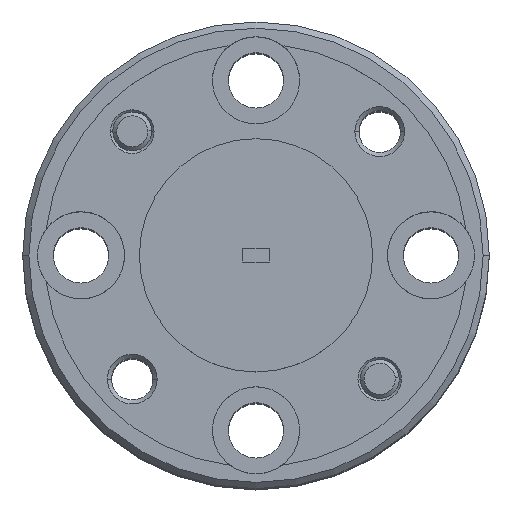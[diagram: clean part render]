
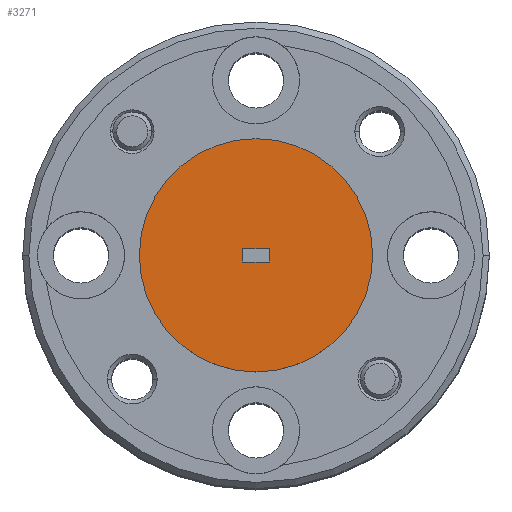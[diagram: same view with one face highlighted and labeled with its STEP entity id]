
A CAD part, top view. The second image highlights one B-rep face of the part: STEP entity #3271.
In plain terms, the highlighted planar face has unit normal (0, 0, 1).
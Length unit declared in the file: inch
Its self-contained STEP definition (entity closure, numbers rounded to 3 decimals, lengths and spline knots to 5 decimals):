
#56 = VERTEX_POINT ( 'NONE', #3390 ) ;
#122 = VERTEX_POINT ( 'NONE', #2458 ) ;
#138 = CARTESIAN_POINT ( 'NONE',  ( -2.08987, 0.46724, 1.28132 ) ) ;
#248 = ORIENTED_EDGE ( 'NONE', *, *, #3359, .F. ) ;
#364 = FACE_BOUND ( 'NONE', #2472, .T. ) ;
#499 = DIRECTION ( 'NONE',  ( 1., 0., 0. ) ) ;
#530 = DIRECTION ( 'NONE',  ( -1., 0., 0. ) ) ;
#606 = CARTESIAN_POINT ( 'NONE',  ( -2.04687, 0.46724, 1.28132 ) ) ;
#749 = VERTEX_POINT ( 'NONE', #2602 ) ;
#751 = DIRECTION ( 'NONE',  ( 0., 0., 1. ) ) ;
#754 = ORIENTED_EDGE ( 'NONE', *, *, #2370, .T. ) ;
#823 = CARTESIAN_POINT ( 'NONE',  ( -2.08987, 0.44574, 1.28132 ) ) ;
#942 = VERTEX_POINT ( 'NONE', #3025 ) ;
#1229 = DIRECTION ( 'NONE',  ( 0., 0., 1. ) ) ;
#1305 = DIRECTION ( 'NONE',  ( 0., 0., 1. ) ) ;
#1662 = VERTEX_POINT ( 'NONE', #2983 ) ;
#1710 = AXIS2_PLACEMENT_3D ( 'NONE', #4531, #1229, #2699 ) ;
#1721 = DIRECTION ( 'NONE',  ( 0., 1., 0. ) ) ;
#1762 = LINE ( 'NONE', #2859, #2114 ) ;
#1787 = AXIS2_PLACEMENT_3D ( 'NONE', #2989, #1305, #3870 ) ;
#1872 = ORIENTED_EDGE ( 'NONE', *, *, #3041, .T. ) ;
#2114 = VECTOR ( 'NONE', #1721, 39.37008 ) ;
#2131 = EDGE_LOOP ( 'NONE', ( #754, #1872 ) ) ;
#2140 = EDGE_CURVE ( 'NONE', #942, #2598, #1762, .T. ) ;
#2160 = DIRECTION ( 'NONE',  ( 1., 0., 0. ) ) ;
#2243 = CIRCLE ( 'NONE', #1710, 0.1875 ) ;
#2248 = CARTESIAN_POINT ( 'NONE',  ( -2.06837, 0.45649, 1.28132 ) ) ;
#2303 = EDGE_CURVE ( 'NONE', #749, #122, #4473, .T. ) ;
#2331 = VECTOR ( 'NONE', #530, 39.37008 ) ;
#2370 = EDGE_CURVE ( 'NONE', #56, #1662, #2243, .T. ) ;
#2458 = CARTESIAN_POINT ( 'NONE',  ( -2.08987, 0.44574, 1.28132 ) ) ;
#2472 = EDGE_LOOP ( 'NONE', ( #3855, #4419, #3204, #248 ) ) ;
#2598 = VERTEX_POINT ( 'NONE', #606 ) ;
#2602 = CARTESIAN_POINT ( 'NONE',  ( -2.08987, 0.46724, 1.28132 ) ) ;
#2624 = LINE ( 'NONE', #823, #2880 ) ;
#2699 = DIRECTION ( 'NONE',  ( 1., 0., 0. ) ) ;
#2859 = CARTESIAN_POINT ( 'NONE',  ( -2.04687, 0.46724, 1.28132 ) ) ;
#2880 = VECTOR ( 'NONE', #499, 39.37008 ) ;
#2983 = CARTESIAN_POINT ( 'NONE',  ( -2.25587, 0.45649, 1.28132 ) ) ;
#2989 = CARTESIAN_POINT ( 'NONE',  ( -2.06837, 0.45649, 1.28132 ) ) ;
#3000 = EDGE_CURVE ( 'NONE', #122, #942, #2624, .T. ) ;
#3025 = CARTESIAN_POINT ( 'NONE',  ( -2.04687, 0.44574, 1.28132 ) ) ;
#3041 = EDGE_CURVE ( 'NONE', #1662, #56, #3866, .T. ) ;
#3204 = ORIENTED_EDGE ( 'NONE', *, *, #2303, .F. ) ;
#3271 = ADVANCED_FACE ( 'NONE', ( #364, #4041 ), #3716, .T. ) ;
#3359 = EDGE_CURVE ( 'NONE', #2598, #749, #4095, .T. ) ;
#3390 = CARTESIAN_POINT ( 'NONE',  ( -1.88087, 0.45649, 1.28132 ) ) ;
#3392 = DIRECTION ( 'NONE',  ( 0., -1., 0. ) ) ;
#3612 = CARTESIAN_POINT ( 'NONE',  ( -2.08987, 0.46724, 1.28132 ) ) ;
#3716 = PLANE ( 'NONE',  #4699 ) ;
#3855 = ORIENTED_EDGE ( 'NONE', *, *, #2140, .F. ) ;
#3866 = CIRCLE ( 'NONE', #1787, 0.1875 ) ;
#3870 = DIRECTION ( 'NONE',  ( 1., 0., 0. ) ) ;
#4041 = FACE_OUTER_BOUND ( 'NONE', #2131, .T. ) ;
#4095 = LINE ( 'NONE', #138, #2331 ) ;
#4238 = VECTOR ( 'NONE', #3392, 39.37008 ) ;
#4419 = ORIENTED_EDGE ( 'NONE', *, *, #3000, .F. ) ;
#4473 = LINE ( 'NONE', #3612, #4238 ) ;
#4531 = CARTESIAN_POINT ( 'NONE',  ( -2.06837, 0.45649, 1.28132 ) ) ;
#4699 = AXIS2_PLACEMENT_3D ( 'NONE', #2248, #751, #2160 ) ;
